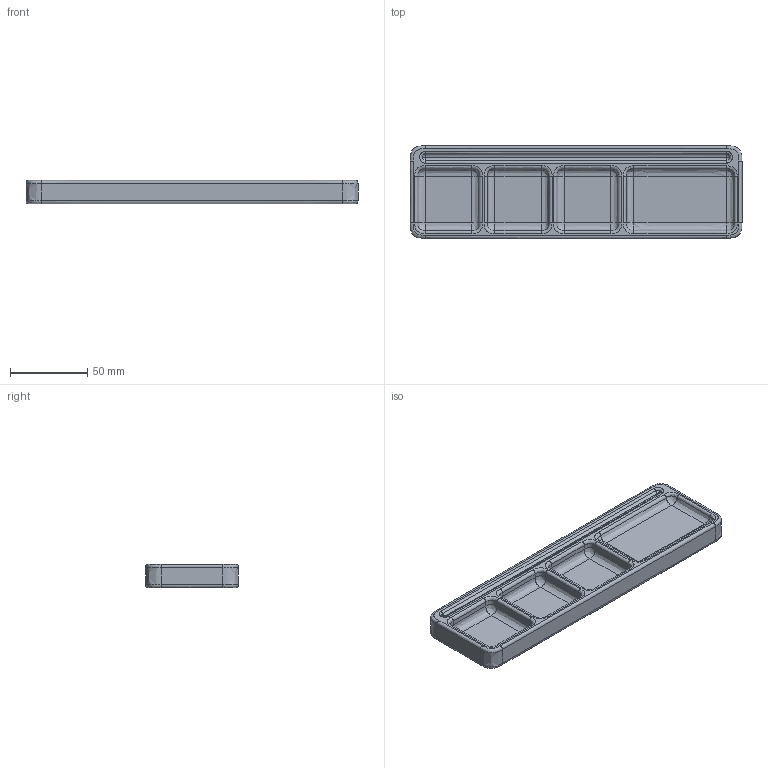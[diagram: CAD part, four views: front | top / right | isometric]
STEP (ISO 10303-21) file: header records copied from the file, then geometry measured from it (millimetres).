
FILE_DESCRIPTION (( 'STEP AP214' ), '1' );
FILE_NAME ('Little Dinner Plate v2.STEP', '2023-10-16T09:19:46', ( '' ), ( '' ), 'SwSTEP 2.0', 'SolidWorks 2021', '' );
FILE_SCHEMA (( 'AUTOMOTIVE_DESIGN' ));
Length unit declared in the file: millimetre
Products named in the file (1): Little Dinner Plate v2
Bounding box: 215 x 60 x 15 mm (x, y, z)
Volume: 130650.4 mm3; surface area: 37571.3 mm2
Topology: 1 solids, 1 shells, 153 faces, 334 edges, 192 vertices
Faces by surface type: bspline 100, plane 35, cylinder 14, torus 4
Entity records: 13561 total; most frequent: CARTESIAN_POINT 11037, ORIENTED_EDGE 668, EDGE_CURVE 334, B_SPLINE_CURVE_WITH_KNOTS 266, DIRECTION 206, VERTEX_POINT 192, EDGE_LOOP 162, FACE_OUTER_BOUND 153
